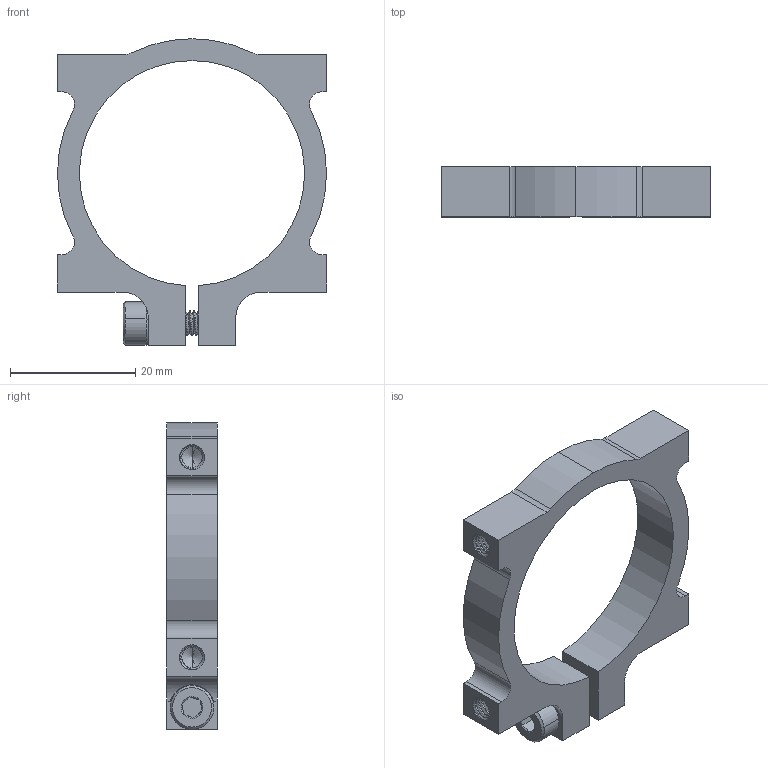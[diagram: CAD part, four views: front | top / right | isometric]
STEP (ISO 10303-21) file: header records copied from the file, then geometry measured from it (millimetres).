
FILE_DESCRIPTION (( 'STEP AP203' ), '1' );
FILE_NAME ('1401-0043-0036 assembly.STEP', '2018-10-17T20:25:52', ( '' ), ( '' ), 'SwSTEP 2.0', 'SolidWorks 2016', '' );
FILE_SCHEMA (( 'CONFIG_CONTROL_DESIGN' ));
Length unit declared in the file: millimetre
Products named in the file (3): 2800-0004-0014_90128A207; 1401-0043-0036 assembly; 1401-0043-0036
Assembly tree (2 placements, depth 2):
  1401-0043-0036 assembly
    1401-0043-0036
    2800-0004-0014_90128A207
Bounding box: 43 x 8 x 49 mm (x, y, z)
Volume: 5291.2 mm3; surface area: 5139.5 mm2
Topology: 2 solids, 2 shells, 423 faces, 1219 edges, 793 vertices
Faces by surface type: cylinder 338, cone 37, plane 36, bspline 12
Entity records: 30839 total; most frequent: CARTESIAN_POINT 21282, ORIENTED_EDGE 2414, DIRECTION 1498, EDGE_CURVE 1207, VERTEX_POINT 793, AXIS2_PLACEMENT_3D 538, EDGE_LOOP 432, FACE_OUTER_BOUND 423
